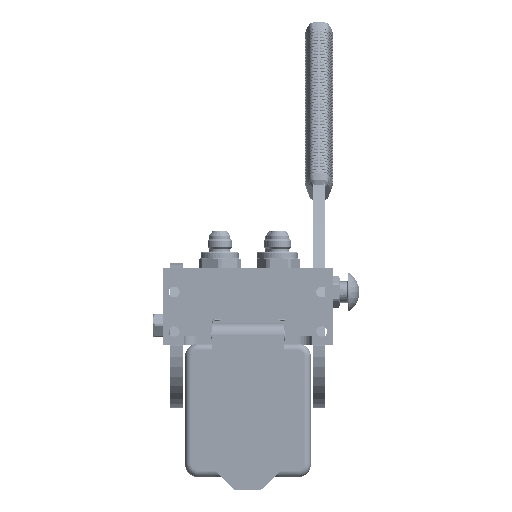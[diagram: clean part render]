
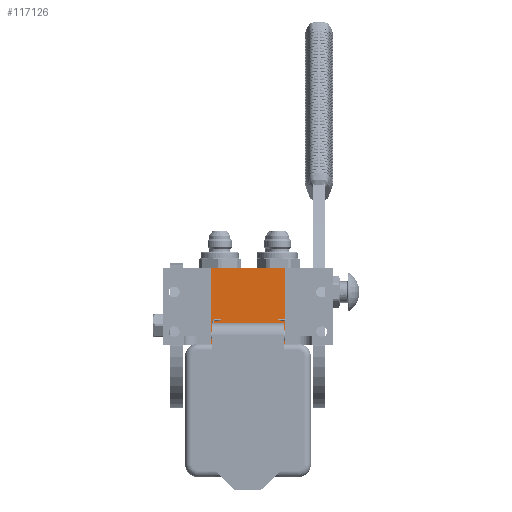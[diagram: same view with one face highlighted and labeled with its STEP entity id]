
A CAD part, left-side view. The second image highlights one B-rep face of the part: STEP entity #117126.
In plain terms, the highlighted face is planar.
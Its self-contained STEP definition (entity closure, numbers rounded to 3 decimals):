
#4982 = ORIENTED_EDGE ( 'NONE', *, *, #21094, .F. ) ;
#8832 = CARTESIAN_POINT ( 'NONE',  ( -29., 60.2, -107.5 ) ) ;
#10605 = VECTOR ( 'NONE', #56504, 1000. ) ;
#10627 = CARTESIAN_POINT ( 'NONE',  ( 29., 0., -107.5 ) ) ;
#21094 = EDGE_CURVE ( 'NONE', #75599, #156291, #45214, .T. ) ;
#22001 = VECTOR ( 'NONE', #92872, 1000. ) ;
#24171 = PLANE ( 'NONE',  #130001 ) ;
#25609 = EDGE_CURVE ( 'NONE', #75599, #132956, #149622, .T. ) ;
#39700 = CARTESIAN_POINT ( 'NONE',  ( 29., 0., -107.5 ) ) ;
#42727 = CARTESIAN_POINT ( 'NONE',  ( -29., 0., -107.5 ) ) ;
#45214 = LINE ( 'NONE', #39700, #22001 ) ;
#48462 = DIRECTION ( 'NONE',  ( -1., 0., 0. ) ) ;
#56504 = DIRECTION ( 'NONE',  ( 0., 1., 0. ) ) ;
#58470 = VERTEX_POINT ( 'NONE', #8832 ) ;
#69099 = ORIENTED_EDGE ( 'NONE', *, *, #132760, .T. ) ;
#74763 = CARTESIAN_POINT ( 'NONE',  ( 29., 60.2, -107.5 ) ) ;
#75599 = VERTEX_POINT ( 'NONE', #111918 ) ;
#91491 = DIRECTION ( 'NONE',  ( -1., 0., 0. ) ) ;
#92872 = DIRECTION ( 'NONE',  ( 0., 1., 0. ) ) ;
#93023 = ORIENTED_EDGE ( 'NONE', *, *, #25609, .T. ) ;
#97686 = VECTOR ( 'NONE', #99628, 1000. ) ;
#99628 = DIRECTION ( 'NONE',  ( -1., 0., 0. ) ) ;
#106214 = DIRECTION ( 'NONE',  ( 0., 0., -1. ) ) ;
#106570 = ORIENTED_EDGE ( 'NONE', *, *, #151644, .F. ) ;
#111918 = CARTESIAN_POINT ( 'NONE',  ( 29., 0., -107.5 ) ) ;
#113778 = VECTOR ( 'NONE', #48462, 1000. ) ;
#117126 = ADVANCED_FACE ( 'NONE', ( #134595 ), #24171, .T. ) ;
#124897 = CARTESIAN_POINT ( 'NONE',  ( -29., 0., -107.5 ) ) ;
#130001 = AXIS2_PLACEMENT_3D ( 'NONE', #10627, #106214, #91491 ) ;
#130998 = CARTESIAN_POINT ( 'NONE',  ( 29., 0., -107.5 ) ) ;
#132760 = EDGE_CURVE ( 'NONE', #132956, #58470, #171002, .T. ) ;
#132956 = VERTEX_POINT ( 'NONE', #42727 ) ;
#133523 = LINE ( 'NONE', #74763, #97686 ) ;
#134595 = FACE_OUTER_BOUND ( 'NONE', #158440, .T. ) ;
#136569 = CARTESIAN_POINT ( 'NONE',  ( 29., 60.2, -107.5 ) ) ;
#149622 = LINE ( 'NONE', #130998, #113778 ) ;
#151644 = EDGE_CURVE ( 'NONE', #156291, #58470, #133523, .T. ) ;
#156291 = VERTEX_POINT ( 'NONE', #136569 ) ;
#158440 = EDGE_LOOP ( 'NONE', ( #69099, #106570, #4982, #93023 ) ) ;
#171002 = LINE ( 'NONE', #124897, #10605 ) ;
